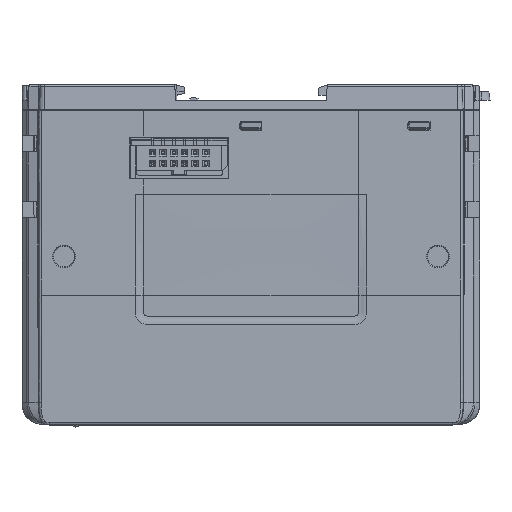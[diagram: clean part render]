
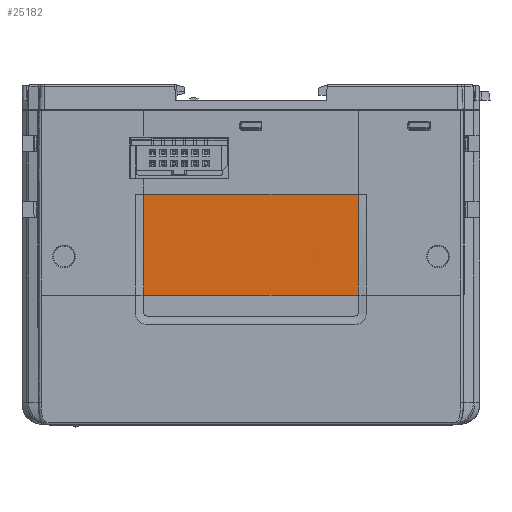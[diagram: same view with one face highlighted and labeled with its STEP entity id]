
A CAD part, top view. The second image highlights one B-rep face of the part: STEP entity #25182.
In plain terms, the highlighted free-form (B-spline) face has degree [3, 3] with [7, 4] control points.
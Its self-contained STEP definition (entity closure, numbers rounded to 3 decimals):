
#6384 = CARTESIAN_POINT ( 'NONE',  ( -25.537, -35.945, 13.2 ) ) ;
#6394 = FACE_OUTER_BOUND ( 'NONE', #23462, .T. ) ;
#6397 = CARTESIAN_POINT ( 'NONE',  ( -25.537, -43.918, 13.2 ) ) ;
#6402 = CARTESIAN_POINT ( 'NONE',  ( -25.537, -27.973, 13.5 ) ) ;
#6405 = CARTESIAN_POINT ( 'NONE',  ( -25.537, -20., 13.5 ) ) ;
#6408 = CARTESIAN_POINT ( 'NONE',  ( -21.28, -43.918, 13.2 ) ) ;
#6410 = CARTESIAN_POINT ( 'NONE',  ( -21.28, -35.945, 13.2 ) ) ;
#6412 = CARTESIAN_POINT ( 'NONE',  ( -21.28, -27.973, 13.5 ) ) ;
#6414 = CARTESIAN_POINT ( 'NONE',  ( -21.28, -20., 13.5 ) ) ;
#6416 = CARTESIAN_POINT ( 'NONE',  ( -12.768, -43.918, 13.2 ) ) ;
#6418 = CARTESIAN_POINT ( 'NONE',  ( -12.768, -35.945, 13.2 ) ) ;
#6421 = CARTESIAN_POINT ( 'NONE',  ( -12.768, -27.973, 13.5 ) ) ;
#6424 = CARTESIAN_POINT ( 'NONE',  ( -12.768, -20., 13.5 ) ) ;
#6427 = CARTESIAN_POINT ( 'NONE',  ( 0., -43.918, 13.2 ) ) ;
#6430 = CARTESIAN_POINT ( 'NONE',  ( 0., -35.945, 13.2 ) ) ;
#6433 = CARTESIAN_POINT ( 'NONE',  ( 0., -27.973, 13.5 ) ) ;
#6436 = CARTESIAN_POINT ( 'NONE',  ( 0., -20., 13.5 ) ) ;
#6439 = CARTESIAN_POINT ( 'NONE',  ( 12.768, -43.918, 13.2 ) ) ;
#6442 = CARTESIAN_POINT ( 'NONE',  ( 12.768, -35.945, 13.2 ) ) ;
#6443 = CARTESIAN_POINT ( 'NONE',  ( 12.768, -27.973, 13.5 ) ) ;
#6446 = CARTESIAN_POINT ( 'NONE',  ( 12.768, -20., 13.5 ) ) ;
#6449 = CARTESIAN_POINT ( 'NONE',  ( 21.28, -43.918, 13.2 ) ) ;
#6452 = CARTESIAN_POINT ( 'NONE',  ( 21.28, -35.945, 13.2 ) ) ;
#6454 = CARTESIAN_POINT ( 'NONE',  ( 21.28, -27.973, 13.5 ) ) ;
#6457 = CARTESIAN_POINT ( 'NONE',  ( 21.28, -20., 13.5 ) ) ;
#6460 = CARTESIAN_POINT ( 'NONE',  ( 25.537, -43.918, 13.2 ) ) ;
#6462 = CARTESIAN_POINT ( 'NONE',  ( 25.537, -35.945, 13.2 ) ) ;
#6464 = CARTESIAN_POINT ( 'NONE',  ( 25.537, -27.973, 13.5 ) ) ;
#6467 = CARTESIAN_POINT ( 'NONE',  ( 25.537, -20., 13.5 ) ) ;
#9215 = ORIENTED_EDGE ( 'NONE', *, *, #58375, .T. ) ;
#9219 = ORIENTED_EDGE ( 'NONE', *, *, #58346, .T. ) ;
#9223 = ORIENTED_EDGE ( 'NONE', *, *, #58238, .F. ) ;
#9227 = ORIENTED_EDGE ( 'NONE', *, *, #58333, .F. ) ;
#23462 = EDGE_LOOP ( 'NONE', ( #9215, #9219, #9223, #9227 ) ) ;
#25182 = ADVANCED_FACE ( 'NONE', ( #6394 ), #86185, .T. ) ;
#27898 = B_SPLINE_CURVE_WITH_KNOTS ( 'NONE', 3,
 ( #94484, #94489, #94490, #94491 ),
 .UNSPECIFIED., .F., .F.,
 ( 4, 4 ),
 ( 0., 1. ),
 .UNSPECIFIED. ) ;
#27901 = B_SPLINE_CURVE_WITH_KNOTS ( 'NONE', 3,
 ( #90477, #90464, #90482, #90483, #90484 ),
 .UNSPECIFIED., .F., .F.,
 ( 4, 1, 4 ),
 ( 0., 0.5, 1. ),
 .UNSPECIFIED. ) ;
#52176 = CARTESIAN_POINT ( 'NONE',  ( -25.537, -43.918, 13.2 ) ) ;
#52200 = CARTESIAN_POINT ( 'NONE',  ( -25.537, -20., 13.5 ) ) ;
#52207 = CARTESIAN_POINT ( 'NONE',  ( 25.537, -43.918, 13.2 ) ) ;
#52212 = CARTESIAN_POINT ( 'NONE',  ( 25.537, -20., 13.5 ) ) ;
#58238 = EDGE_CURVE ( 'NONE', #93455, #93469, #90327, .T. ) ;
#58333 = EDGE_CURVE ( 'NONE', #93427, #93455, #27901, .T. ) ;
#58346 = EDGE_CURVE ( 'NONE', #93463, #93469, #27898, .T. ) ;
#58375 = EDGE_CURVE ( 'NONE', #93427, #93463, #94535, .T. ) ;
#86185 = B_SPLINE_SURFACE_WITH_KNOTS ( 'NONE', 3, 3, ( 
 ( #6397, #6384, #6402, #6405 ),
 ( #6408, #6410, #6412, #6414 ),
 ( #6416, #6418, #6421, #6424 ),
 ( #6427, #6430, #6433, #6436 ),
 ( #6439, #6442, #6443, #6446 ),
 ( #6449, #6452, #6454, #6457 ),
 ( #6460, #6462, #6464, #6467 ) ),
 .UNSPECIFIED., .F., .F., .F.,
 ( 4, 1, 1, 1, 4 ),
 ( 4, 4 ),
 ( 0., 0.25, 0.5, 0.75, 1. ),
 ( 0., 1. ),
 .UNSPECIFIED. ) ;
#90327 = LINE ( 'NONE', #90328, #95267 ) ;
#90328 = CARTESIAN_POINT ( 'NONE',  ( -48., -20., 13.5 ) ) ;
#90329 = DIRECTION ( 'NONE',  ( 1., 0., 0. ) ) ;
#90464 = CARTESIAN_POINT ( 'NONE',  ( -25.537, -39.932, 13.2 ) ) ;
#90477 = CARTESIAN_POINT ( 'NONE',  ( -25.537, -43.918, 13.2 ) ) ;
#90482 = CARTESIAN_POINT ( 'NONE',  ( -25.537, -31.959, 13.35 ) ) ;
#90483 = CARTESIAN_POINT ( 'NONE',  ( -25.537, -23.987, 13.5 ) ) ;
#90484 = CARTESIAN_POINT ( 'NONE',  ( -25.537, -20., 13.5 ) ) ;
#93427 = VERTEX_POINT ( 'NONE', #52176 ) ;
#93455 = VERTEX_POINT ( 'NONE', #52200 ) ;
#93463 = VERTEX_POINT ( 'NONE', #52207 ) ;
#93469 = VERTEX_POINT ( 'NONE', #52212 ) ;
#94484 = CARTESIAN_POINT ( 'NONE',  ( 25.537, -43.918, 13.2 ) ) ;
#94489 = CARTESIAN_POINT ( 'NONE',  ( 25.537, -35.945, 13.2 ) ) ;
#94490 = CARTESIAN_POINT ( 'NONE',  ( 25.537, -27.973, 13.5 ) ) ;
#94491 = CARTESIAN_POINT ( 'NONE',  ( 25.537, -20., 13.5 ) ) ;
#94535 = LINE ( 'NONE', #94536, #95330 ) ;
#94536 = CARTESIAN_POINT ( 'NONE',  ( 0., -43.918, 13.2 ) ) ;
#94537 = DIRECTION ( 'NONE',  ( 1., 0., 0. ) ) ;
#95267 = VECTOR ( 'NONE', #90329, 1000. ) ;
#95330 = VECTOR ( 'NONE', #94537, 1000. ) ;
